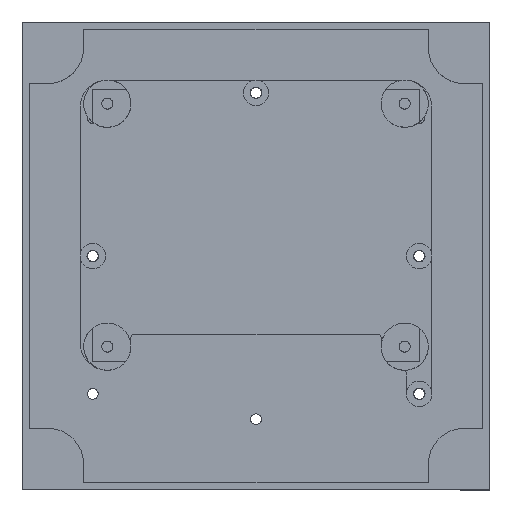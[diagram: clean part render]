
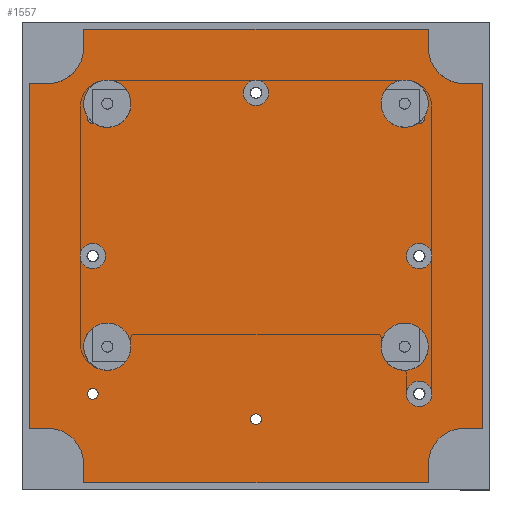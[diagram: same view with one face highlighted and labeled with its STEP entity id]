
A CAD part, top view. The second image highlights one B-rep face of the part: STEP entity #1557.
In plain terms, the highlighted planar face has unit normal (0, 0, 1).
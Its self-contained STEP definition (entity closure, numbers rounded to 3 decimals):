
#35=FACE_BOUND('',#233,.T.);
#36=FACE_BOUND('',#234,.T.);
#37=FACE_BOUND('',#235,.T.);
#38=FACE_BOUND('',#236,.T.);
#39=FACE_BOUND('',#237,.T.);
#40=FACE_BOUND('',#238,.T.);
#41=FACE_BOUND('',#239,.T.);
#42=FACE_BOUND('',#240,.T.);
#80=PLANE('',#1716);
#144=FACE_OUTER_BOUND('',#232,.T.);
#232=EDGE_LOOP('',(#1179,#1180,#1181,#1182,#1183,#1184,#1185,#1186,#1187,
#1188,#1189,#1190,#1191,#1192,#1193,#1194));
#233=EDGE_LOOP('',(#1195));
#234=EDGE_LOOP('',(#1196));
#235=EDGE_LOOP('',(#1197));
#236=EDGE_LOOP('',(#1198));
#237=EDGE_LOOP('',(#1199));
#238=EDGE_LOOP('',(#1200));
#239=EDGE_LOOP('',(#1201));
#240=EDGE_LOOP('',(#1202));
#326=LINE('',#2386,#464);
#330=LINE('',#2394,#468);
#333=LINE('',#2400,#471);
#337=LINE('',#2412,#475);
#340=LINE('',#2418,#478);
#343=LINE('',#2424,#481);
#347=LINE('',#2436,#485);
#350=LINE('',#2442,#488);
#353=LINE('',#2448,#491);
#357=LINE('',#2460,#495);
#360=LINE('',#2466,#498);
#363=LINE('',#2472,#501);
#464=VECTOR('',#1901,10.);
#468=VECTOR('',#1907,10.);
#471=VECTOR('',#1912,10.);
#475=VECTOR('',#1924,10.);
#478=VECTOR('',#1929,10.);
#481=VECTOR('',#1934,10.);
#485=VECTOR('',#1946,10.);
#488=VECTOR('',#1951,10.);
#491=VECTOR('',#1956,10.);
#495=VECTOR('',#1968,10.);
#498=VECTOR('',#1973,10.);
#501=VECTOR('',#1978,10.);
#594=CIRCLE('',#1664,1.5);
#596=CIRCLE('',#1667,1.5);
#598=CIRCLE('',#1670,1.5);
#600=CIRCLE('',#1673,1.5);
#602=CIRCLE('',#1676,1.5);
#604=CIRCLE('',#1679,1.5);
#606=CIRCLE('',#1682,1.5);
#608=CIRCLE('',#1685,1.5);
#610=CIRCLE('',#1691,10.);
#612=CIRCLE('',#1697,10.);
#614=CIRCLE('',#1703,10.);
#616=CIRCLE('',#1709,10.);
#679=VERTEX_POINT('',#2336);
#681=VERTEX_POINT('',#2342);
#683=VERTEX_POINT('',#2348);
#685=VERTEX_POINT('',#2354);
#687=VERTEX_POINT('',#2360);
#689=VERTEX_POINT('',#2366);
#691=VERTEX_POINT('',#2372);
#693=VERTEX_POINT('',#2378);
#695=VERTEX_POINT('',#2384);
#696=VERTEX_POINT('',#2385);
#699=VERTEX_POINT('',#2393);
#701=VERTEX_POINT('',#2399);
#703=VERTEX_POINT('',#2405);
#705=VERTEX_POINT('',#2411);
#707=VERTEX_POINT('',#2417);
#709=VERTEX_POINT('',#2423);
#711=VERTEX_POINT('',#2429);
#713=VERTEX_POINT('',#2435);
#715=VERTEX_POINT('',#2441);
#717=VERTEX_POINT('',#2447);
#719=VERTEX_POINT('',#2453);
#721=VERTEX_POINT('',#2459);
#723=VERTEX_POINT('',#2465);
#725=VERTEX_POINT('',#2471);
#824=EDGE_CURVE('',#679,#679,#594,.T.);
#827=EDGE_CURVE('',#681,#681,#596,.T.);
#830=EDGE_CURVE('',#683,#683,#598,.T.);
#833=EDGE_CURVE('',#685,#685,#600,.T.);
#836=EDGE_CURVE('',#687,#687,#602,.T.);
#839=EDGE_CURVE('',#689,#689,#604,.T.);
#842=EDGE_CURVE('',#691,#691,#606,.T.);
#845=EDGE_CURVE('',#693,#693,#608,.T.);
#848=EDGE_CURVE('',#695,#696,#326,.T.);
#852=EDGE_CURVE('',#696,#699,#330,.T.);
#855=EDGE_CURVE('',#699,#701,#333,.T.);
#858=EDGE_CURVE('',#701,#703,#610,.T.);
#861=EDGE_CURVE('',#703,#705,#337,.T.);
#864=EDGE_CURVE('',#705,#707,#340,.T.);
#867=EDGE_CURVE('',#707,#709,#343,.T.);
#870=EDGE_CURVE('',#709,#711,#612,.T.);
#873=EDGE_CURVE('',#711,#713,#347,.T.);
#876=EDGE_CURVE('',#713,#715,#350,.T.);
#879=EDGE_CURVE('',#715,#717,#353,.T.);
#882=EDGE_CURVE('',#717,#719,#614,.T.);
#885=EDGE_CURVE('',#719,#721,#357,.T.);
#888=EDGE_CURVE('',#721,#723,#360,.T.);
#891=EDGE_CURVE('',#723,#725,#363,.T.);
#894=EDGE_CURVE('',#725,#695,#616,.T.);
#1179=ORIENTED_EDGE('',*,*,#848,.T.);
#1180=ORIENTED_EDGE('',*,*,#852,.T.);
#1181=ORIENTED_EDGE('',*,*,#855,.T.);
#1182=ORIENTED_EDGE('',*,*,#858,.T.);
#1183=ORIENTED_EDGE('',*,*,#861,.T.);
#1184=ORIENTED_EDGE('',*,*,#864,.T.);
#1185=ORIENTED_EDGE('',*,*,#867,.T.);
#1186=ORIENTED_EDGE('',*,*,#870,.T.);
#1187=ORIENTED_EDGE('',*,*,#873,.T.);
#1188=ORIENTED_EDGE('',*,*,#876,.T.);
#1189=ORIENTED_EDGE('',*,*,#879,.T.);
#1190=ORIENTED_EDGE('',*,*,#882,.T.);
#1191=ORIENTED_EDGE('',*,*,#885,.T.);
#1192=ORIENTED_EDGE('',*,*,#888,.T.);
#1193=ORIENTED_EDGE('',*,*,#891,.T.);
#1194=ORIENTED_EDGE('',*,*,#894,.T.);
#1195=ORIENTED_EDGE('',*,*,#824,.T.);
#1196=ORIENTED_EDGE('',*,*,#827,.T.);
#1197=ORIENTED_EDGE('',*,*,#830,.T.);
#1198=ORIENTED_EDGE('',*,*,#833,.T.);
#1199=ORIENTED_EDGE('',*,*,#836,.T.);
#1200=ORIENTED_EDGE('',*,*,#839,.T.);
#1201=ORIENTED_EDGE('',*,*,#842,.T.);
#1202=ORIENTED_EDGE('',*,*,#845,.T.);
#1557=ADVANCED_FACE('',(#144,#35,#36,#37,#38,#39,#40,#41,#42),#80,.T.);
#1664=AXIS2_PLACEMENT_3D('',#2337,#1845,#1846);
#1667=AXIS2_PLACEMENT_3D('',#2343,#1852,#1853);
#1670=AXIS2_PLACEMENT_3D('',#2349,#1859,#1860);
#1673=AXIS2_PLACEMENT_3D('',#2355,#1866,#1867);
#1676=AXIS2_PLACEMENT_3D('',#2361,#1873,#1874);
#1679=AXIS2_PLACEMENT_3D('',#2367,#1880,#1881);
#1682=AXIS2_PLACEMENT_3D('',#2373,#1887,#1888);
#1685=AXIS2_PLACEMENT_3D('',#2379,#1894,#1895);
#1691=AXIS2_PLACEMENT_3D('',#2406,#1917,#1918);
#1697=AXIS2_PLACEMENT_3D('',#2430,#1939,#1940);
#1703=AXIS2_PLACEMENT_3D('',#2454,#1961,#1962);
#1709=AXIS2_PLACEMENT_3D('',#2477,#1983,#1984);
#1716=AXIS2_PLACEMENT_3D('',#2504,#2009,#2010);
#1845=DIRECTION('center_axis',(0.,0.,-1.));
#1846=DIRECTION('ref_axis',(1.,0.,0.));
#1852=DIRECTION('center_axis',(0.,0.,-1.));
#1853=DIRECTION('ref_axis',(1.,0.,0.));
#1859=DIRECTION('center_axis',(0.,0.,-1.));
#1860=DIRECTION('ref_axis',(1.,0.,0.));
#1866=DIRECTION('center_axis',(0.,0.,-1.));
#1867=DIRECTION('ref_axis',(1.,0.,0.));
#1873=DIRECTION('center_axis',(0.,0.,-1.));
#1874=DIRECTION('ref_axis',(1.,0.,0.));
#1880=DIRECTION('center_axis',(0.,0.,-1.));
#1881=DIRECTION('ref_axis',(1.,0.,0.));
#1887=DIRECTION('center_axis',(0.,0.,-1.));
#1888=DIRECTION('ref_axis',(1.,0.,0.));
#1894=DIRECTION('center_axis',(0.,0.,-1.));
#1895=DIRECTION('ref_axis',(1.,0.,0.));
#1901=DIRECTION('',(1.,0.,0.));
#1907=DIRECTION('',(0.,1.,0.));
#1912=DIRECTION('',(-1.,0.,0.));
#1917=DIRECTION('center_axis',(0.,0.,-1.));
#1918=DIRECTION('ref_axis',(-1.,0.,0.));
#1924=DIRECTION('',(0.,1.,0.));
#1929=DIRECTION('',(-1.,0.,0.));
#1934=DIRECTION('',(0.,-1.,0.));
#1939=DIRECTION('center_axis',(0.,0.,-1.));
#1940=DIRECTION('ref_axis',(0.,-1.,0.));
#1946=DIRECTION('',(-1.,0.,0.));
#1951=DIRECTION('',(0.,-1.,0.));
#1956=DIRECTION('',(1.,0.,0.));
#1961=DIRECTION('center_axis',(0.,0.,-1.));
#1962=DIRECTION('ref_axis',(1.,0.,0.));
#1968=DIRECTION('',(0.,-1.,0.));
#1973=DIRECTION('',(1.,0.,0.));
#1978=DIRECTION('',(0.,1.,0.));
#1983=DIRECTION('center_axis',(0.,0.,-1.));
#1984=DIRECTION('ref_axis',(0.,1.,0.));
#2009=DIRECTION('center_axis',(0.,0.,1.));
#2010=DIRECTION('ref_axis',(1.,0.,0.));
#2336=CARTESIAN_POINT('',(-1.5,45.,2.));
#2337=CARTESIAN_POINT('Origin',(0.,45.,2.));
#2342=CARTESIAN_POINT('',(-46.5,-38.,2.));
#2343=CARTESIAN_POINT('Origin',(-45.,-38.,2.));
#2348=CARTESIAN_POINT('',(43.5,0.,2.));
#2349=CARTESIAN_POINT('Origin',(45.,0.,2.));
#2354=CARTESIAN_POINT('',(-46.5,38.,2.));
#2355=CARTESIAN_POINT('Origin',(-45.,38.,2.));
#2360=CARTESIAN_POINT('',(43.5,38.,2.));
#2361=CARTESIAN_POINT('Origin',(45.,38.,2.));
#2366=CARTESIAN_POINT('',(43.5,-38.,2.));
#2367=CARTESIAN_POINT('Origin',(45.,-38.,2.));
#2372=CARTESIAN_POINT('',(-46.5,0.,2.));
#2373=CARTESIAN_POINT('Origin',(-45.,0.,2.));
#2378=CARTESIAN_POINT('',(-1.5,-45.,2.));
#2379=CARTESIAN_POINT('Origin',(0.,-45.,2.));
#2384=CARTESIAN_POINT('',(57.5,-47.5,2.));
#2385=CARTESIAN_POINT('',(62.5,-47.5,2.));
#2386=CARTESIAN_POINT('',(31.25,-47.5,2.));
#2393=CARTESIAN_POINT('',(62.5,47.5,2.));
#2394=CARTESIAN_POINT('',(62.5,23.75,2.));
#2399=CARTESIAN_POINT('',(57.5,47.5,2.));
#2400=CARTESIAN_POINT('',(28.75,47.5,2.));
#2405=CARTESIAN_POINT('',(47.5,57.5,2.));
#2406=CARTESIAN_POINT('Origin',(57.5,57.5,2.));
#2411=CARTESIAN_POINT('',(47.5,62.5,2.));
#2412=CARTESIAN_POINT('',(47.5,31.25,2.));
#2417=CARTESIAN_POINT('',(-47.5,62.5,2.));
#2418=CARTESIAN_POINT('',(-23.75,62.5,2.));
#2423=CARTESIAN_POINT('',(-47.5,57.5,2.));
#2424=CARTESIAN_POINT('',(-47.5,28.75,2.));
#2429=CARTESIAN_POINT('',(-57.5,47.5,2.));
#2430=CARTESIAN_POINT('Origin',(-57.5,57.5,2.));
#2435=CARTESIAN_POINT('',(-62.5,47.5,2.));
#2436=CARTESIAN_POINT('',(-31.25,47.5,2.));
#2441=CARTESIAN_POINT('',(-62.5,-47.5,2.));
#2442=CARTESIAN_POINT('',(-62.5,-23.75,2.));
#2447=CARTESIAN_POINT('',(-57.5,-47.5,2.));
#2448=CARTESIAN_POINT('',(-28.75,-47.5,2.));
#2453=CARTESIAN_POINT('',(-47.5,-57.5,2.));
#2454=CARTESIAN_POINT('Origin',(-57.5,-57.5,2.));
#2459=CARTESIAN_POINT('',(-47.5,-62.5,2.));
#2460=CARTESIAN_POINT('',(-47.5,-31.25,2.));
#2465=CARTESIAN_POINT('',(47.5,-62.5,2.));
#2466=CARTESIAN_POINT('',(23.75,-62.5,2.));
#2471=CARTESIAN_POINT('',(47.5,-57.5,2.));
#2472=CARTESIAN_POINT('',(47.5,-28.75,2.));
#2477=CARTESIAN_POINT('Origin',(57.5,-57.5,2.));
#2504=CARTESIAN_POINT('Origin',(0.,0.,2.));
